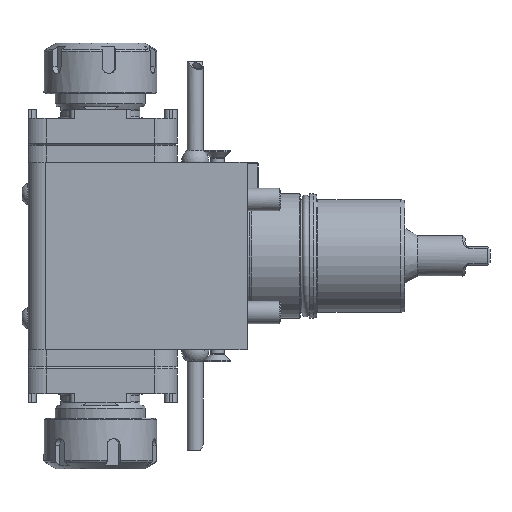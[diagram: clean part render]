
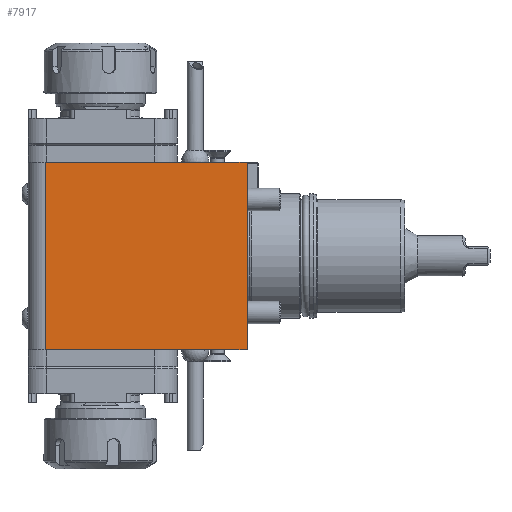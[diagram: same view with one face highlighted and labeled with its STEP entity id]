
A CAD part, left-side view. The second image highlights one B-rep face of the part: STEP entity #7917.
In plain terms, the highlighted planar face has unit normal (-1, 0, 0).
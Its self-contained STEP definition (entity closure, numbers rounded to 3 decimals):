
#121 = CARTESIAN_POINT ( 'NONE',  ( -42., -135., -49. ) ) ;
#2709 = EDGE_CURVE ( 'NONE', #23475, #7817, #25220, .T. ) ;
#2891 = DIRECTION ( 'NONE',  ( 0., 1., 0. ) ) ;
#4197 = ORIENTED_EDGE ( 'NONE', *, *, #2709, .F. ) ;
#4579 = DIRECTION ( 'NONE',  ( 0., 0., -1. ) ) ;
#6757 = VECTOR ( 'NONE', #23456, 1000. ) ;
#7817 = VERTEX_POINT ( 'NONE', #28788 ) ;
#7917 = ADVANCED_FACE ( 'NONE', ( #11219 ), #31963, .T. ) ;
#7994 = ORIENTED_EDGE ( 'NONE', *, *, #29345, .F. ) ;
#8056 = VERTEX_POINT ( 'NONE', #9222 ) ;
#8566 = CARTESIAN_POINT ( 'NONE',  ( -42., 24.5, 41.5 ) ) ;
#9222 = CARTESIAN_POINT ( 'NONE',  ( -42., 24.5, -41.5 ) ) ;
#9326 = CARTESIAN_POINT ( 'NONE',  ( -42., -65., 41.5 ) ) ;
#10763 = DIRECTION ( 'NONE',  ( -1., 0., 0. ) ) ;
#11219 = FACE_OUTER_BOUND ( 'NONE', #31184, .T. ) ;
#13382 = LINE ( 'NONE', #34072, #6757 ) ;
#15705 = VERTEX_POINT ( 'NONE', #8566 ) ;
#16079 = AXIS2_PLACEMENT_3D ( 'NONE', #121, #10763, #16098 ) ;
#16098 = DIRECTION ( 'NONE',  ( 0., 0., 1. ) ) ;
#18813 = CARTESIAN_POINT ( 'NONE',  ( -42., -65., -41.5 ) ) ;
#19445 = VECTOR ( 'NONE', #30064, 1000. ) ;
#20161 = CARTESIAN_POINT ( 'NONE',  ( -42., -65., -49. ) ) ;
#23456 = DIRECTION ( 'NONE',  ( 0., -1., 0. ) ) ;
#23475 = VERTEX_POINT ( 'NONE', #9326 ) ;
#23906 = ORIENTED_EDGE ( 'NONE', *, *, #27931, .F. ) ;
#25039 = CARTESIAN_POINT ( 'NONE',  ( -42., 24.5, -49. ) ) ;
#25220 = LINE ( 'NONE', #20161, #34436 ) ;
#26851 = VECTOR ( 'NONE', #2891, 1000. ) ;
#27931 = EDGE_CURVE ( 'NONE', #7817, #8056, #29740, .T. ) ;
#28788 = CARTESIAN_POINT ( 'NONE',  ( -42., -65., -41.5 ) ) ;
#29345 = EDGE_CURVE ( 'NONE', #15705, #23475, #13382, .T. ) ;
#29740 = LINE ( 'NONE', #18813, #26851 ) ;
#30064 = DIRECTION ( 'NONE',  ( 0., 0., -1. ) ) ;
#30266 = LINE ( 'NONE', #25039, #19445 ) ;
#31184 = EDGE_LOOP ( 'NONE', ( #4197, #7994, #31605, #23906 ) ) ;
#31605 = ORIENTED_EDGE ( 'NONE', *, *, #33966, .T. ) ;
#31963 = PLANE ( 'NONE',  #16079 ) ;
#33966 = EDGE_CURVE ( 'NONE', #15705, #8056, #30266, .T. ) ;
#34072 = CARTESIAN_POINT ( 'NONE',  ( -42., 34., 41.5 ) ) ;
#34436 = VECTOR ( 'NONE', #4579, 1000. ) ;
